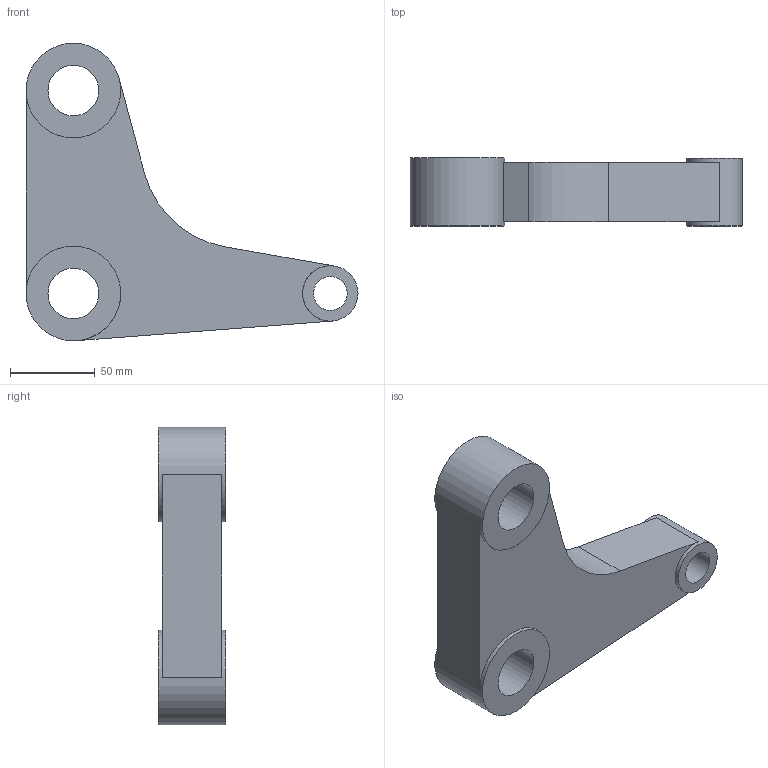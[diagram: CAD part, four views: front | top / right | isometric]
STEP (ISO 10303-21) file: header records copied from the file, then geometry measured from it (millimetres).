
FILE_DESCRIPTION(/* description */ ('Unknown'),/* implementation_level */ '2;1');
FILE_NAME(/* name */ 'Part1',/* time_stamp */ '2023-04-21T12:11:04+06:00',/* author */ ('Unknown'),/* organization */ ('Unknown'),/* preprocessor_version */ 'ST-DEVELOPER v18.102',/* originating_system */ 'Solid Edge',/* authorisation */ 'Unknown');
FILE_SCHEMA (('AUTOMOTIVE_DESIGN {1 0 10303 214 3 1 1}'));
Length unit declared in the file: millimetre
Products named in the file (1): Part1
Bounding box: 196.36 x 40 x 176 mm (x, y, z)
Volume: 556769.4 mm3; surface area: 65316.7 mm2
Topology: 1 solids, 1 shells, 19 faces, 48 edges, 32 vertices
Faces by surface type: plane 12, cylinder 7
Full cylindrical faces by diameter (mm): 20 x1, 30 x2, 32.727 x1, 56 x2
Entity records: 548 total; most frequent: DIRECTION 96, CARTESIAN_POINT 84, ORIENTED_EDGE 72, AXIS2_PLACEMENT_3D 40, EDGE_CURVE 36, EDGE_LOOP 34, FACE_BOUND 34, VERTEX_POINT 28
